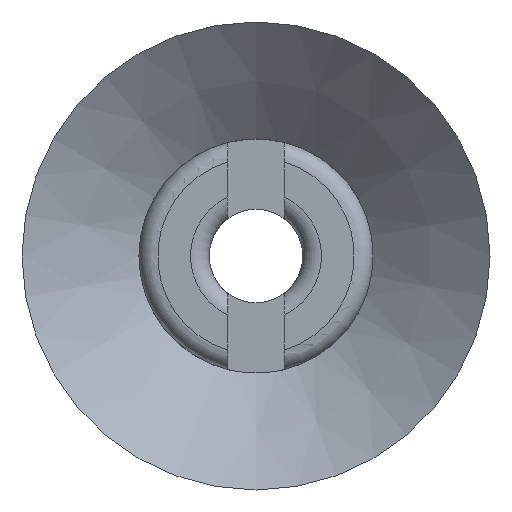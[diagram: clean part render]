
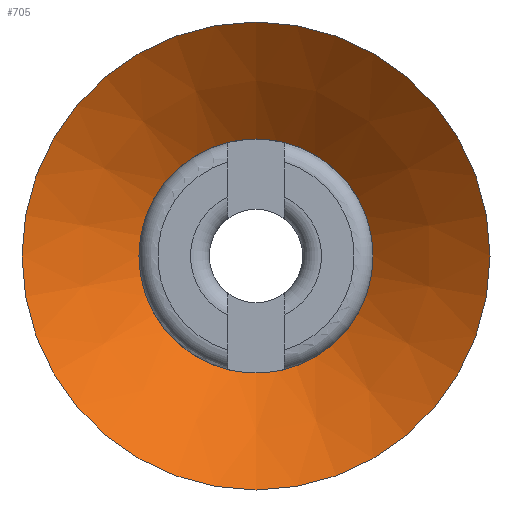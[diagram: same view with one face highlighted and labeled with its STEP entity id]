
A CAD part, front view. The second image highlights one B-rep face of the part: STEP entity #705.
In plain terms, the highlighted conical face has half-angle 50 degrees and reference radius 2.5 mm.
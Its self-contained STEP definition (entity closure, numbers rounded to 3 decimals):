
#26=CONICAL_SURFACE('',#794,2.5,0.873);
#93=CIRCLE('',#765,2.5);
#109=CIRCLE('',#795,5.);
#203=ORIENTED_EDGE('',*,*,#384,.T.);
#204=ORIENTED_EDGE('',*,*,#340,.F.);
#340=EDGE_CURVE('',#429,#429,#93,.T.);
#384=EDGE_CURVE('',#459,#459,#109,.T.);
#429=VERTEX_POINT('',#1134);
#459=VERTEX_POINT('',#1258);
#565=EDGE_LOOP('',(#203));
#566=EDGE_LOOP('',(#204));
#633=FACE_BOUND('',#565,.T.);
#634=FACE_BOUND('',#566,.T.);
#705=ADVANCED_FACE('',(#633,#634),#26,.F.);
#765=AXIS2_PLACEMENT_3D('',#1133,#884,#885);
#794=AXIS2_PLACEMENT_3D('',#1256,#958,#959);
#795=AXIS2_PLACEMENT_3D('',#1257,#960,#961);
#884=DIRECTION('',(0.,-1.,0.));
#885=DIRECTION('',(0.,0.,-1.));
#958=DIRECTION('',(0.,-1.,0.));
#959=DIRECTION('',(0.,0.,-1.));
#960=DIRECTION('',(0.,-1.,0.));
#961=DIRECTION('',(0.,0.,-1.));
#1133=CARTESIAN_POINT('',(0.,2.098,0.));
#1134=CARTESIAN_POINT('',(0.,2.098,-2.5));
#1256=CARTESIAN_POINT('',(0.,2.098,0.));
#1257=CARTESIAN_POINT('',(0.,0.,0.));
#1258=CARTESIAN_POINT('',(0.,0.,-5.));
